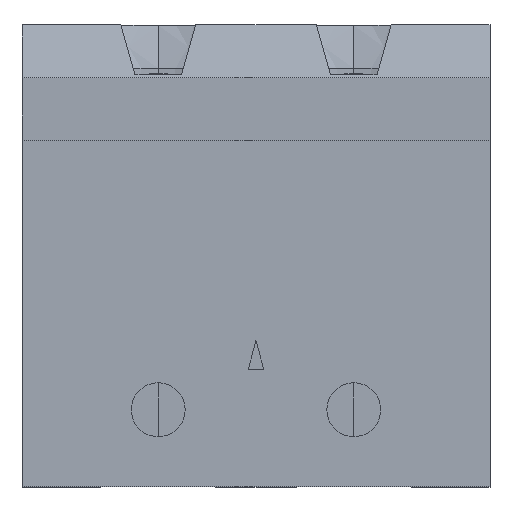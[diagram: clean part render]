
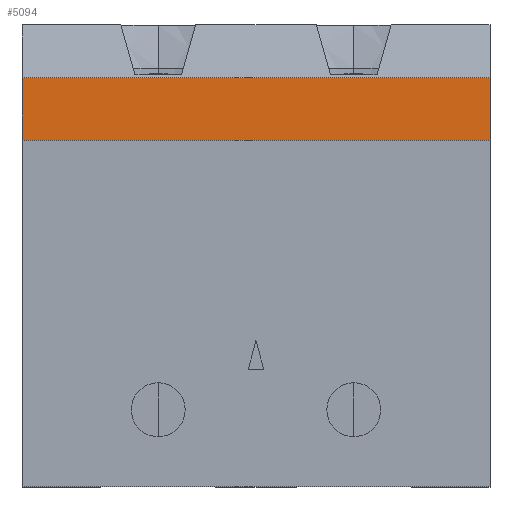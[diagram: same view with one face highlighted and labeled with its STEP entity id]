
A CAD part, top view. The second image highlights one B-rep face of the part: STEP entity #5094.
In plain terms, the highlighted planar face has unit normal (0, 0, 1).
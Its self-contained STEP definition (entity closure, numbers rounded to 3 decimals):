
#32 = PLANE('',#33);
#33 = AXIS2_PLACEMENT_3D('',#34,#35,#36);
#34 = CARTESIAN_POINT('',(6.08,8.273,0.588));
#35 = DIRECTION('',(1.,0.,0.));
#36 = DIRECTION('',(0.,1.,0.));
#57 = VERTEX_POINT('',#58);
#58 = CARTESIAN_POINT('',(6.08,8.603,8.623));
#72 = PLANE('',#73);
#73 = AXIS2_PLACEMENT_3D('',#74,#75,#76);
#74 = CARTESIAN_POINT('',(-4.278,9.29,8.373));
#75 = DIRECTION('',(0.,0.342,0.94));
#76 = DIRECTION('',(0.,0.94,-0.342));
#84 = EDGE_CURVE('',#85,#57,#87,.T.);
#85 = VERTEX_POINT('',#86);
#86 = CARTESIAN_POINT('',(6.08,6.977,8.623));
#87 = SURFACE_CURVE('',#88,(#92,#99),.PCURVE_S1.);
#88 = LINE('',#89,#90);
#89 = CARTESIAN_POINT('',(6.08,-38.65,8.623));
#90 = VECTOR('',#91,1.);
#91 = DIRECTION('',(0.,1.,0.));
#92 = PCURVE('',#32,#93);
#93 = DEFINITIONAL_REPRESENTATION('',(#94),#98);
#94 = LINE('',#95,#96);
#95 = CARTESIAN_POINT('',(-46.923,8.035));
#96 = VECTOR('',#97,1.);
#97 = DIRECTION('',(1.,0.));
#98 = ( GEOMETRIC_REPRESENTATION_CONTEXT(2) 
PARAMETRIC_REPRESENTATION_CONTEXT() REPRESENTATION_CONTEXT('2D SPACE',''
  ) );
#99 = PCURVE('',#100,#105);
#100 = PLANE('',#101);
#101 = AXIS2_PLACEMENT_3D('',#102,#103,#104);
#102 = CARTESIAN_POINT('',(2.46,8.777,8.623));
#103 = DIRECTION('',(0.,0.,1.));
#104 = DIRECTION('',(0.,1.,0.));
#105 = DEFINITIONAL_REPRESENTATION('',(#106),#110);
#106 = LINE('',#107,#108);
#107 = CARTESIAN_POINT('',(-47.427,-3.62));
#108 = VECTOR('',#109,1.);
#109 = DIRECTION('',(1.,0.));
#110 = ( GEOMETRIC_REPRESENTATION_CONTEXT(2) 
PARAMETRIC_REPRESENTATION_CONTEXT() REPRESENTATION_CONTEXT('2D SPACE',''
  ) );
#128 = PLANE('',#129);
#129 = AXIS2_PLACEMENT_3D('',#130,#131,#132);
#130 = CARTESIAN_POINT('',(2.46,6.977,8.623));
#131 = DIRECTION('',(0.,-1.,0.));
#132 = DIRECTION('',(0.,0.,1.));
#531 = PLANE('',#532);
#532 = AXIS2_PLACEMENT_3D('',#533,#534,#535);
#533 = CARTESIAN_POINT('',(-6.08,-38.65,-37.75));
#534 = DIRECTION('',(1.,0.,0.));
#535 = DIRECTION('',(0.,1.,0.));
#5094 = ADVANCED_FACE('',(#5095),#100,.T.);
#5095 = FACE_BOUND('',#5096,.T.);
#5096 = EDGE_LOOP('',(#5097,#5120,#5143,#5164));
#5097 = ORIENTED_EDGE('',*,*,#5098,.T.);
#5098 = EDGE_CURVE('',#57,#5099,#5101,.T.);
#5099 = VERTEX_POINT('',#5100);
#5100 = CARTESIAN_POINT('',(-6.08,8.603,8.623));
#5101 = SURFACE_CURVE('',#5102,(#5106,#5113),.PCURVE_S1.);
#5102 = LINE('',#5103,#5104);
#5103 = CARTESIAN_POINT('',(2.54,8.603,8.623));
#5104 = VECTOR('',#5105,1.);
#5105 = DIRECTION('',(-1.,0.,0.));
#5106 = PCURVE('',#100,#5107);
#5107 = DEFINITIONAL_REPRESENTATION('',(#5108),#5112);
#5108 = LINE('',#5109,#5110);
#5109 = CARTESIAN_POINT('',(-0.174,-0.08));
#5110 = VECTOR('',#5111,1.);
#5111 = DIRECTION('',(0.,1.));
#5112 = ( GEOMETRIC_REPRESENTATION_CONTEXT(2) 
PARAMETRIC_REPRESENTATION_CONTEXT() REPRESENTATION_CONTEXT('2D SPACE',''
  ) );
#5113 = PCURVE('',#72,#5114);
#5114 = DEFINITIONAL_REPRESENTATION('',(#5115),#5119);
#5115 = LINE('',#5116,#5117);
#5116 = CARTESIAN_POINT('',(-0.731,-6.818));
#5117 = VECTOR('',#5118,1.);
#5118 = DIRECTION('',(0.,1.));
#5119 = ( GEOMETRIC_REPRESENTATION_CONTEXT(2) 
PARAMETRIC_REPRESENTATION_CONTEXT() REPRESENTATION_CONTEXT('2D SPACE',''
  ) );
#5120 = ORIENTED_EDGE('',*,*,#5121,.F.);
#5121 = EDGE_CURVE('',#5122,#5099,#5124,.T.);
#5122 = VERTEX_POINT('',#5123);
#5123 = CARTESIAN_POINT('',(-6.08,6.977,8.623));
#5124 = SURFACE_CURVE('',#5125,(#5129,#5136),.PCURVE_S1.);
#5125 = LINE('',#5126,#5127);
#5126 = CARTESIAN_POINT('',(-6.08,-38.65,8.623));
#5127 = VECTOR('',#5128,1.);
#5128 = DIRECTION('',(0.,1.,0.));
#5129 = PCURVE('',#100,#5130);
#5130 = DEFINITIONAL_REPRESENTATION('',(#5131),#5135);
#5131 = LINE('',#5132,#5133);
#5132 = CARTESIAN_POINT('',(-47.427,8.54));
#5133 = VECTOR('',#5134,1.);
#5134 = DIRECTION('',(1.,0.));
#5135 = ( GEOMETRIC_REPRESENTATION_CONTEXT(2) 
PARAMETRIC_REPRESENTATION_CONTEXT() REPRESENTATION_CONTEXT('2D SPACE',''
  ) );
#5136 = PCURVE('',#531,#5137);
#5137 = DEFINITIONAL_REPRESENTATION('',(#5138),#5142);
#5138 = LINE('',#5139,#5140);
#5139 = CARTESIAN_POINT('',(0.,46.373));
#5140 = VECTOR('',#5141,1.);
#5141 = DIRECTION('',(1.,0.));
#5142 = ( GEOMETRIC_REPRESENTATION_CONTEXT(2) 
PARAMETRIC_REPRESENTATION_CONTEXT() REPRESENTATION_CONTEXT('2D SPACE',''
  ) );
#5143 = ORIENTED_EDGE('',*,*,#5144,.T.);
#5144 = EDGE_CURVE('',#5122,#85,#5145,.T.);
#5145 = SURFACE_CURVE('',#5146,(#5150,#5157),.PCURVE_S1.);
#5146 = LINE('',#5147,#5148);
#5147 = CARTESIAN_POINT('',(2.54,6.977,8.623));
#5148 = VECTOR('',#5149,1.);
#5149 = DIRECTION('',(1.,0.,0.));
#5150 = PCURVE('',#100,#5151);
#5151 = DEFINITIONAL_REPRESENTATION('',(#5152),#5156);
#5152 = LINE('',#5153,#5154);
#5153 = CARTESIAN_POINT('',(-1.8,-0.08));
#5154 = VECTOR('',#5155,1.);
#5155 = DIRECTION('',(0.,-1.));
#5156 = ( GEOMETRIC_REPRESENTATION_CONTEXT(2) 
PARAMETRIC_REPRESENTATION_CONTEXT() REPRESENTATION_CONTEXT('2D SPACE',''
  ) );
#5157 = PCURVE('',#128,#5158);
#5158 = DEFINITIONAL_REPRESENTATION('',(#5159),#5163);
#5159 = LINE('',#5160,#5161);
#5160 = CARTESIAN_POINT('',(0.,-0.08));
#5161 = VECTOR('',#5162,1.);
#5162 = DIRECTION('',(0.,-1.));
#5163 = ( GEOMETRIC_REPRESENTATION_CONTEXT(2) 
PARAMETRIC_REPRESENTATION_CONTEXT() REPRESENTATION_CONTEXT('2D SPACE',''
  ) );
#5164 = ORIENTED_EDGE('',*,*,#84,.T.);
